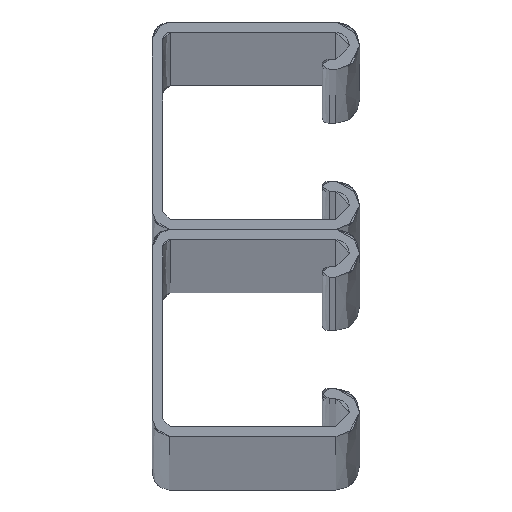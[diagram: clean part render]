
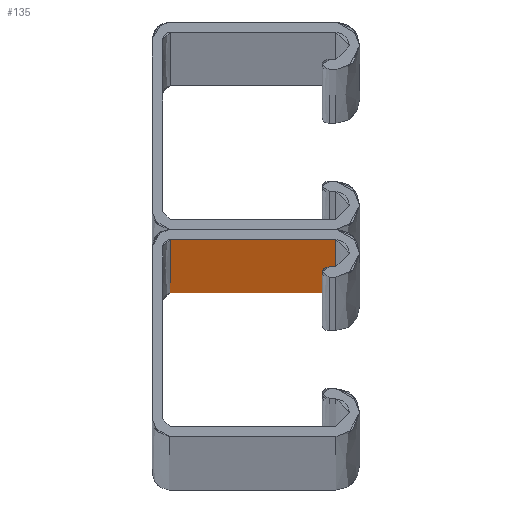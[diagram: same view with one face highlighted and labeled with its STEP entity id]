
A CAD part, top view. The second image highlights one B-rep face of the part: STEP entity #135.
In plain terms, the highlighted planar face has unit normal (0, -1, 0).
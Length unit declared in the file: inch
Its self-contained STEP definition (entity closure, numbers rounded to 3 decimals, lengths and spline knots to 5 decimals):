
#135=ADVANCED_FACE('',(#292),#293,.T.);
#292=FACE_OUTER_BOUND('',#559,.T.);
#293=PLANE('',#560);
#559=EDGE_LOOP('',(#988,#989,#990,#991));
#560=AXIS2_PLACEMENT_3D('',#992,#993,#994);
#988=ORIENTED_EDGE('',*,*,#1343,.T.);
#989=ORIENTED_EDGE('',*,*,#1369,.F.);
#990=ORIENTED_EDGE('',*,*,#1303,.T.);
#991=ORIENTED_EDGE('',*,*,#1361,.T.);
#992=CARTESIAN_POINT('',(0.32805,0.77295,0.0));
#993=DIRECTION('',(0.0,-1.0,0.0));
#994=DIRECTION('',(1.0,0.0,0.0));
#1303=EDGE_CURVE('',#1561,#1559,#1562,.T.);
#1343=EDGE_CURVE('',#1624,#1622,#1625,.T.);
#1361=EDGE_CURVE('',#1559,#1624,#1655,.T.);
#1369=EDGE_CURVE('',#1561,#1622,#1667,.T.);
#1559=VERTEX_POINT('',#1965);
#1561=VERTEX_POINT('',#1970);
#1562=LINE('',#1971,#1972);
#1622=VERTEX_POINT('',#2087);
#1624=VERTEX_POINT('',#2092);
#1625=LINE('',#2093,#2094);
#1655=LINE('',#2148,#2149);
#1667=LINE('',#2170,#2171);
#1965=CARTESIAN_POINT('',(0.65274,0.77295,0.0));
#1970=CARTESIAN_POINT('',(0.00336,0.77295,0.0));
#1971=CARTESIAN_POINT('',(0.00336,0.77295,0.0));
#1972=VECTOR('',#2404,1.0);
#2087=CARTESIAN_POINT('',(0.00336,0.77295,120.0));
#2092=CARTESIAN_POINT('',(0.65274,0.77295,120.0));
#2093=CARTESIAN_POINT('',(0.00336,0.77295,120.0));
#2094=VECTOR('',#2424,1.0);
#2148=CARTESIAN_POINT('',(0.65274,0.77295,0.0));
#2149=VECTOR('',#2434,1.0);
#2170=CARTESIAN_POINT('',(0.00336,0.77295,0.0));
#2171=VECTOR('',#2438,1.0);
#2404=DIRECTION('',(1.0,0.0,0.0));
#2424=DIRECTION('',(-1.0,-0.0,-0.0));
#2434=DIRECTION('',(0.0,0.0,1.0));
#2438=DIRECTION('',(0.0,0.0,1.0));
